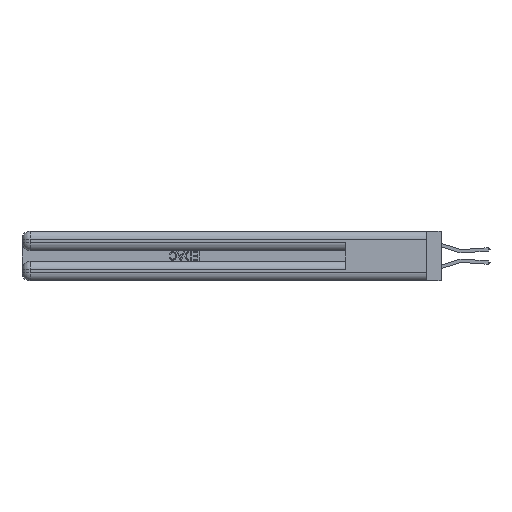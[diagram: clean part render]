
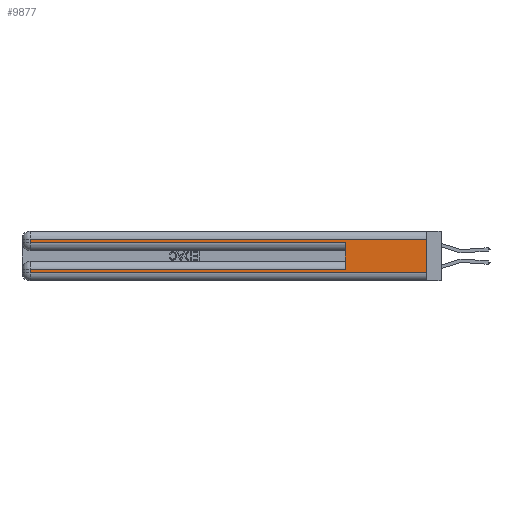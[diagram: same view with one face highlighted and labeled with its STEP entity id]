
A CAD part, left-side view. The second image highlights one B-rep face of the part: STEP entity #9877.
In plain terms, the highlighted planar face has unit normal (-1, 0, 0).
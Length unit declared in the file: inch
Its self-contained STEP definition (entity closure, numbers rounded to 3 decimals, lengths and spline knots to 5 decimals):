
#136 = VERTEX_POINT ( 'NONE', #3486 ) ;
#140 = EDGE_CURVE ( 'NONE', #22864, #32451, #39815, .T. ) ;
#1215 = EDGE_CURVE ( 'NONE', #22864, #38628, #6991, .T. ) ;
#1419 = DIRECTION ( 'NONE',  ( 0., -1., 0. ) ) ;
#2194 = CARTESIAN_POINT ( 'NONE',  ( 0., 0., 0.06 ) ) ;
#3486 = CARTESIAN_POINT ( 'NONE',  ( 0., 0., 0.31 ) ) ;
#3948 = VERTEX_POINT ( 'NONE', #46205 ) ;
#4148 = ORIENTED_EDGE ( 'NONE', *, *, #140, .F. ) ;
#4322 = VERTEX_POINT ( 'NONE', #2194 ) ;
#5541 = CARTESIAN_POINT ( 'NONE',  ( 0., 0., 0.37 ) ) ;
#6991 = LINE ( 'NONE', #40099, #20176 ) ;
#7166 = LINE ( 'NONE', #17536, #14665 ) ;
#8069 = PLANE ( 'NONE',  #22780 ) ;
#8582 = CARTESIAN_POINT ( 'NONE',  ( 0., 2.94, 0.085 ) ) ;
#9168 = CARTESIAN_POINT ( 'NONE',  ( 0., 0., 0.37 ) ) ;
#9877 = ADVANCED_FACE ( 'NONE', ( #29352 ), #8069, .F. ) ;
#9918 = CARTESIAN_POINT ( 'NONE',  ( 0., 2.94, 0.06 ) ) ;
#12376 = LINE ( 'NONE', #30145, #27910 ) ;
#13741 = DIRECTION ( 'NONE',  ( 1., 0., 0. ) ) ;
#14665 = VECTOR ( 'NONE', #25019, 39.37008 ) ;
#15020 = VERTEX_POINT ( 'NONE', #9918 ) ;
#15268 = CARTESIAN_POINT ( 'NONE',  ( 0., 0.6, 0.285 ) ) ;
#15855 = CARTESIAN_POINT ( 'NONE',  ( 0., 2.94, 0.37 ) ) ;
#16033 = DIRECTION ( 'NONE',  ( 0., 0., -1. ) ) ;
#16690 = CARTESIAN_POINT ( 'NONE',  ( 0., 0., 0.06 ) ) ;
#17536 = CARTESIAN_POINT ( 'NONE',  ( 0., 2.94, 0.37 ) ) ;
#19145 = DIRECTION ( 'NONE',  ( 0., 0., 1. ) ) ;
#19341 = EDGE_LOOP ( 'NONE', ( #33319, #42526, #47234, #20295, #4148, #23415, #19484, #45444 ) ) ;
#19484 = ORIENTED_EDGE ( 'NONE', *, *, #32863, .T. ) ;
#20176 = VECTOR ( 'NONE', #25489, 39.37008 ) ;
#20295 = ORIENTED_EDGE ( 'NONE', *, *, #32539, .T. ) ;
#21642 = EDGE_CURVE ( 'NONE', #136, #4322, #21680, .T. ) ;
#21680 = LINE ( 'NONE', #9168, #30837 ) ;
#22780 = AXIS2_PLACEMENT_3D ( 'NONE', #5541, #13741, #16033 ) ;
#22864 = VERTEX_POINT ( 'NONE', #42993 ) ;
#23415 = ORIENTED_EDGE ( 'NONE', *, *, #1215, .T. ) ;
#25019 = DIRECTION ( 'NONE',  ( 0., 0., -1. ) ) ;
#25489 = DIRECTION ( 'NONE',  ( 0., 1., 0. ) ) ;
#27137 = EDGE_CURVE ( 'NONE', #136, #43468, #37133, .T. ) ;
#27910 = VECTOR ( 'NONE', #1419, 39.37008 ) ;
#28368 = VECTOR ( 'NONE', #19145, 39.37008 ) ;
#29352 = FACE_OUTER_BOUND ( 'NONE', #19341, .T. ) ;
#30145 = CARTESIAN_POINT ( 'NONE',  ( 0., 0., 0.285 ) ) ;
#30405 = DIRECTION ( 'NONE',  ( 0., 0., -1. ) ) ;
#30579 = DIRECTION ( 'NONE',  ( 0., -1., 0. ) ) ;
#30837 = VECTOR ( 'NONE', #31290, 39.37008 ) ;
#31285 = EDGE_CURVE ( 'NONE', #43468, #3948, #35131, .T. ) ;
#31290 = DIRECTION ( 'NONE',  ( 0., 0., -1. ) ) ;
#31327 = EDGE_CURVE ( 'NONE', #15020, #4322, #39118, .T. ) ;
#32451 = VERTEX_POINT ( 'NONE', #15268 ) ;
#32539 = EDGE_CURVE ( 'NONE', #3948, #32451, #12376, .T. ) ;
#32788 = VECTOR ( 'NONE', #30579, 39.37008 ) ;
#32863 = EDGE_CURVE ( 'NONE', #38628, #15020, #7166, .T. ) ;
#33319 = ORIENTED_EDGE ( 'NONE', *, *, #21642, .F. ) ;
#35131 = LINE ( 'NONE', #15855, #42586 ) ;
#37068 = CARTESIAN_POINT ( 'NONE',  ( 0., 0., 0.31 ) ) ;
#37133 = LINE ( 'NONE', #37068, #47464 ) ;
#37284 = CARTESIAN_POINT ( 'NONE',  ( 0., 0.6, 0.145 ) ) ;
#37378 = DIRECTION ( 'NONE',  ( 0., 1., 0. ) ) ;
#38628 = VERTEX_POINT ( 'NONE', #8582 ) ;
#39118 = LINE ( 'NONE', #16690, #32788 ) ;
#39815 = LINE ( 'NONE', #37284, #28368 ) ;
#40099 = CARTESIAN_POINT ( 'NONE',  ( 0., 0., 0.085 ) ) ;
#41549 = CARTESIAN_POINT ( 'NONE',  ( 0., 2.94, 0.31 ) ) ;
#42526 = ORIENTED_EDGE ( 'NONE', *, *, #27137, .T. ) ;
#42586 = VECTOR ( 'NONE', #30405, 39.37008 ) ;
#42993 = CARTESIAN_POINT ( 'NONE',  ( 0., 0.6, 0.085 ) ) ;
#43468 = VERTEX_POINT ( 'NONE', #41549 ) ;
#45444 = ORIENTED_EDGE ( 'NONE', *, *, #31327, .T. ) ;
#46205 = CARTESIAN_POINT ( 'NONE',  ( 0., 2.94, 0.285 ) ) ;
#47234 = ORIENTED_EDGE ( 'NONE', *, *, #31285, .T. ) ;
#47464 = VECTOR ( 'NONE', #37378, 39.37008 ) ;
